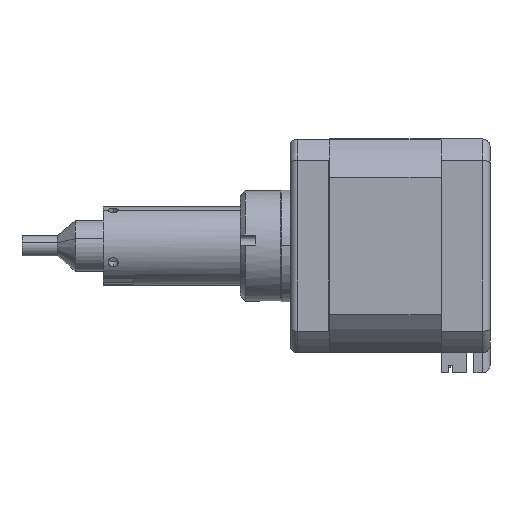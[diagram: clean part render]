
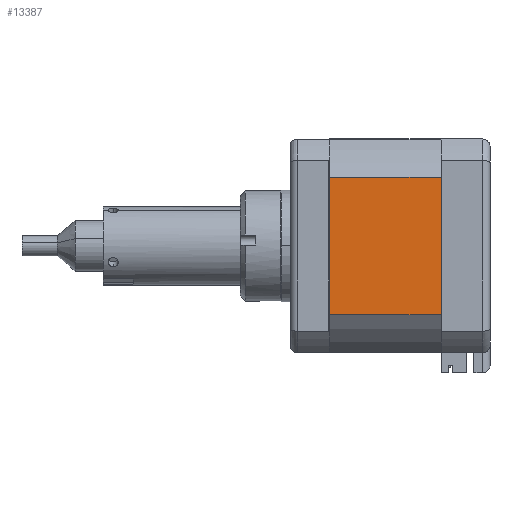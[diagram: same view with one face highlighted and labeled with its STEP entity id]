
A CAD part, left-side view. The second image highlights one B-rep face of the part: STEP entity #13387.
In plain terms, the highlighted planar face has unit normal (-1, 0, 0).
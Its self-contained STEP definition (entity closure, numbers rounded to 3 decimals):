
#139 = AXIS2_PLACEMENT_3D ( 'NONE', #927, #2407, #12698 ) ;
#257 = DIRECTION ( 'NONE',  ( 0., 0., -1. ) ) ;
#348 = LINE ( 'NONE', #8474, #7736 ) ;
#419 = FACE_OUTER_BOUND ( 'NONE', #16451, .T. ) ;
#927 = CARTESIAN_POINT ( 'NONE',  ( -6.284, -8.547, -10.341 ) ) ;
#1499 = VECTOR ( 'NONE', #7114, 1000. ) ;
#1778 = VERTEX_POINT ( 'NONE', #14419 ) ;
#2407 = DIRECTION ( 'NONE',  ( 1., 0., 0. ) ) ;
#4154 = CARTESIAN_POINT ( 'NONE',  ( -6.284, -8.547, -10.341 ) ) ;
#4914 = ORIENTED_EDGE ( 'NONE', *, *, #6699, .F. ) ;
#6204 = VERTEX_POINT ( 'NONE', #12000 ) ;
#6458 = CARTESIAN_POINT ( 'NONE',  ( -6.284, -8.547, 16.848 ) ) ;
#6532 = CARTESIAN_POINT ( 'NONE',  ( -6.284, -8.547, -10.341 ) ) ;
#6699 = EDGE_CURVE ( 'NONE', #1778, #18657, #8248, .T. ) ;
#7114 = DIRECTION ( 'NONE',  ( 0., 1., 0. ) ) ;
#7736 = VECTOR ( 'NONE', #9950, 1000. ) ;
#8248 = LINE ( 'NONE', #9088, #12174 ) ;
#8274 = ORIENTED_EDGE ( 'NONE', *, *, #16136, .T. ) ;
#8376 = LINE ( 'NONE', #6458, #15717 ) ;
#8474 = CARTESIAN_POINT ( 'NONE',  ( -6.284, 13.453, -10.341 ) ) ;
#8508 = VERTEX_POINT ( 'NONE', #12965 ) ;
#8549 = EDGE_CURVE ( 'NONE', #18657, #8508, #10259, .T. ) ;
#9088 = CARTESIAN_POINT ( 'NONE',  ( -6.284, -8.547, -10.341 ) ) ;
#9950 = DIRECTION ( 'NONE',  ( 0., 0., -1. ) ) ;
#10259 = LINE ( 'NONE', #4154, #1499 ) ;
#11239 = PLANE ( 'NONE',  #139 ) ;
#12000 = CARTESIAN_POINT ( 'NONE',  ( -6.284, 13.453, 16.848 ) ) ;
#12174 = VECTOR ( 'NONE', #257, 1000. ) ;
#12698 = DIRECTION ( 'NONE',  ( 0., 1., 0. ) ) ;
#12965 = CARTESIAN_POINT ( 'NONE',  ( -6.284, 13.453, -10.341 ) ) ;
#13387 = ADVANCED_FACE ( 'NONE', ( #419 ), #11239, .F. ) ;
#14419 = CARTESIAN_POINT ( 'NONE',  ( -6.284, -8.547, 16.848 ) ) ;
#15399 = EDGE_CURVE ( 'NONE', #6204, #8508, #348, .T. ) ;
#15717 = VECTOR ( 'NONE', #18157, 1000. ) ;
#16136 = EDGE_CURVE ( 'NONE', #1778, #6204, #8376, .T. ) ;
#16332 = ORIENTED_EDGE ( 'NONE', *, *, #8549, .F. ) ;
#16451 = EDGE_LOOP ( 'NONE', ( #16632, #16332, #4914, #8274 ) ) ;
#16632 = ORIENTED_EDGE ( 'NONE', *, *, #15399, .T. ) ;
#18157 = DIRECTION ( 'NONE',  ( 0., 1., 0. ) ) ;
#18657 = VERTEX_POINT ( 'NONE', #6532 ) ;
